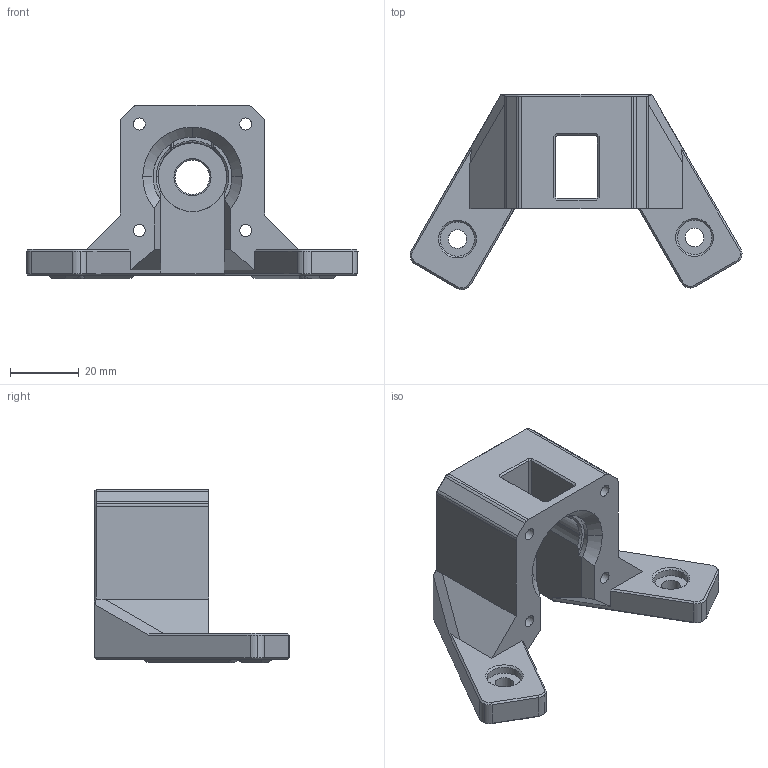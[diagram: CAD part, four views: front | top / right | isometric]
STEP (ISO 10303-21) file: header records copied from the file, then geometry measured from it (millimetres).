
FILE_DESCRIPTION(('HOOPS Exchange Step'),'2;1');
FILE_NAME('temp_export','2024-04-03T11:38:03-07:00',('caram'),('Shapr3D Limited'),'HOOPS Exchange 2023.2','Shapr3D','Authorized');
FILE_SCHEMA( ('AUTOMOTIVE_DESIGN { 1 0 10303 214 1 1 1 1 }') );
Length unit declared in the file: millimetre
Products named in the file (6): N17 Stepper Mount:1; Corner:3; Corners:1; Doron Velta:1; Doron_Velta v13.step; root
Assembly tree (5 placements, depth 6):
  root
    Doron_Velta v13.step
      Doron Velta:1
        Corners:1
          Corner:3
            N17 Stepper Mount:1
Bounding box: 96.67 x 56.78 x 50.6 mm (x, y, z)
Volume: 59423.7 mm3; surface area: 18037 mm2
Topology: 1 solids, 1 shells, 254 faces, 677 edges, 426 vertices
Faces by surface type: plane 146, cylinder 50, cone 50, bspline 6, torus 2
Full cylindrical faces by diameter (mm): 3.5 x4, 5.4 x2, 6 x4, 10 x3, 20 x1
Entity records: 8403 total; most frequent: CARTESIAN_POINT 1974, ORIENTED_EDGE 1354, DIRECTION 1302, EDGE_CURVE 677, AXIS2_PLACEMENT_3D 450, VERTEX_POINT 426, VECTOR 402, LINE 402
